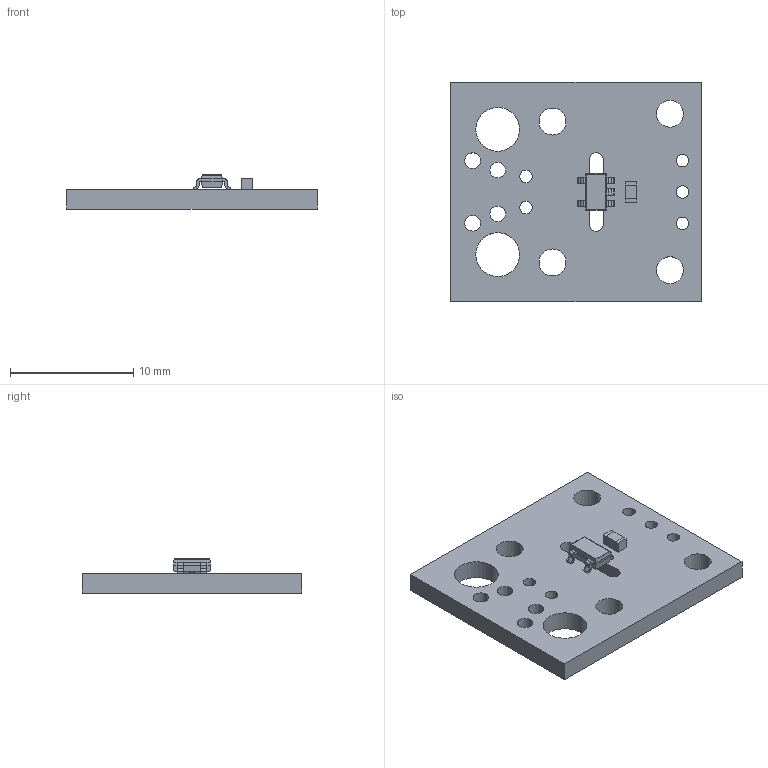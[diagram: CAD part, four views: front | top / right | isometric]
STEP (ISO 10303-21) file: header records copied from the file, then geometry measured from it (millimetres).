
FILE_DESCRIPTION (( 'STEP AP214' ), '1' );
FILE_NAME ('cs08d.STEP', '2025-04-11T19:13:32', ( '' ), ( '' ), 'SwSTEP 2.0', 'SolidWorks 2025', '' );
FILE_SCHEMA (( 'AUTOMOTIVE_DESIGN' ));
Length unit declared in the file: millimetre
Products named in the file (1): cs08d
Bounding box: 20.32 x 17.78 x 2.77 mm (x, y, z)
Volume: 495.7 mm3; surface area: 922.9 mm2
Topology: 1 solids, 1 shells, 525 faces, 1412 edges, 928 vertices
Faces by surface type: plane 272, bspline 193, cylinder 60
Entity records: 29472 total; most frequent: CARTESIAN_POINT 11717, ORIENTED_EDGE 2824, DIRECTION 1782, EDGE_CURVE 1412, VERTEX_POINT 928, LINE 908, VECTOR 908, EDGE_LOOP 604
